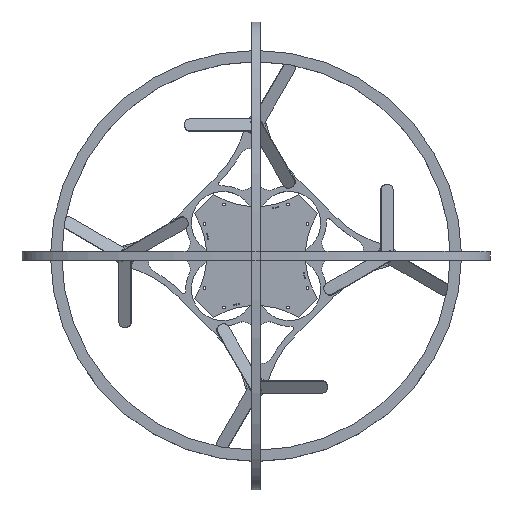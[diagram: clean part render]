
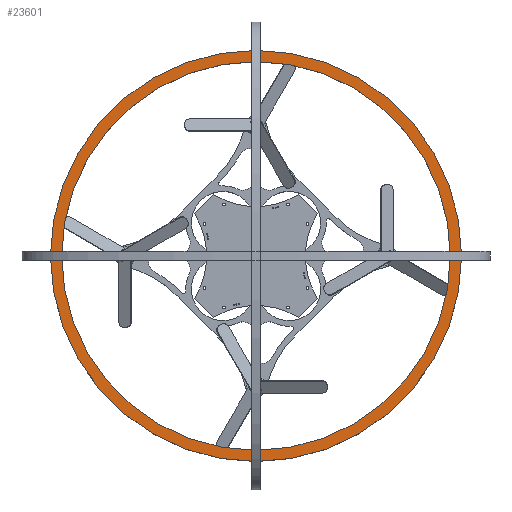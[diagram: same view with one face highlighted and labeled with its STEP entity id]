
A CAD part, top view. The second image highlights one B-rep face of the part: STEP entity #23601.
In plain terms, the highlighted planar face has unit normal (0, 0, 1).
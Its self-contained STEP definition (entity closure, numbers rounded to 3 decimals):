
#23471=CARTESIAN_POINT('Vertex',(183.,0.,3.)) ;
#23485=CARTESIAN_POINT('Vertex',(-183.,0.,3.)) ;
#23488=CARTESIAN_POINT('Axis2P3D Location',(0.,0.,3.)) ;
#23505=CARTESIAN_POINT('Axis2P3D Location',(0.,0.,3.)) ;
#23522=CARTESIAN_POINT('Axis2P3D Location',(0.,0.,3.)) ;
#23526=CARTESIAN_POINT('Vertex',(-173.,0.,3.)) ;
#23528=CARTESIAN_POINT('Vertex',(173.,0.,3.)) ;
#23557=CARTESIAN_POINT('Axis2P3D Location',(0.,0.,3.)) ;
#23588=CARTESIAN_POINT('Axis2P3D Location',(0.,0.,3.)) ;
#23489=DIRECTION('Axis2P3D Direction',(0.,0.,1.)) ;
#23506=DIRECTION('Axis2P3D Direction',(0.,0.,1.)) ;
#23523=DIRECTION('Axis2P3D Direction',(0.,0.,1.)) ;
#23558=DIRECTION('Axis2P3D Direction',(0.,0.,1.)) ;
#23589=DIRECTION('Axis2P3D Direction',(0.,0.,1.)) ;
#23590=DIRECTION('Axis2P3D XDirection',(1.,0.,0.)) ;
#23490=AXIS2_PLACEMENT_3D('Circle Axis2P3D',#23488,#23489,$) ;
#23507=AXIS2_PLACEMENT_3D('Circle Axis2P3D',#23505,#23506,$) ;
#23524=AXIS2_PLACEMENT_3D('Circle Axis2P3D',#23522,#23523,$) ;
#23559=AXIS2_PLACEMENT_3D('Circle Axis2P3D',#23557,#23558,$) ;
#23591=AXIS2_PLACEMENT_3D('Plane Axis2P3D',#23588,#23589,#23590) ;
#23594=ORIENTED_EDGE('',*,*,#23492,.T.) ;
#23595=ORIENTED_EDGE('',*,*,#23509,.T.) ;
#23598=ORIENTED_EDGE('',*,*,#23530,.F.) ;
#23599=ORIENTED_EDGE('',*,*,#23561,.F.) ;
#23600=FACE_BOUND('',#23597,.T.) ;
#23601=ADVANCED_FACE('Hauptk\X2\00F6\X0\rper',(#23596,#23600),#23592,.T.) ;
#23491=CIRCLE('generated circle',#23490,183.) ;
#23508=CIRCLE('generated circle',#23507,183.) ;
#23525=CIRCLE('generated circle',#23524,173.) ;
#23560=CIRCLE('generated circle',#23559,173.) ;
#23492=EDGE_CURVE('',#23472,#23486,#23491,.T.) ;
#23509=EDGE_CURVE('',#23486,#23472,#23508,.T.) ;
#23530=EDGE_CURVE('',#23527,#23529,#23525,.T.) ;
#23561=EDGE_CURVE('',#23529,#23527,#23560,.T.) ;
#23593=EDGE_LOOP('',(#23594,#23595)) ;
#23597=EDGE_LOOP('',(#23598,#23599)) ;
#23596=FACE_OUTER_BOUND('',#23593,.T.) ;
#23592=PLANE('Plane',#23591) ;
#23472=VERTEX_POINT('',#23471) ;
#23486=VERTEX_POINT('',#23485) ;
#23527=VERTEX_POINT('',#23526) ;
#23529=VERTEX_POINT('',#23528) ;
